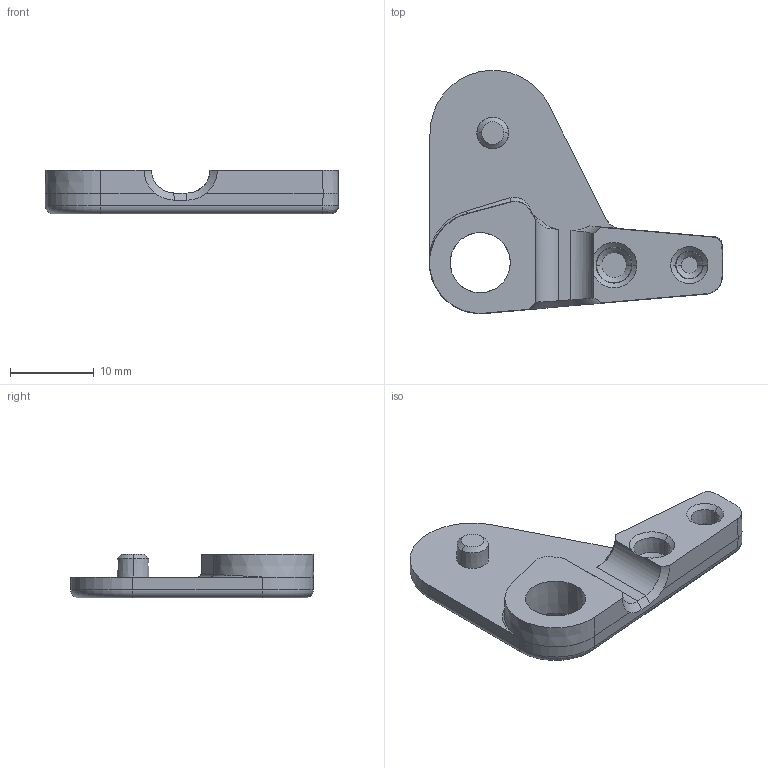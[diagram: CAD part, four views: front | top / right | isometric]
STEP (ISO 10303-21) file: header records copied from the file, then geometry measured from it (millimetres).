
FILE_DESCRIPTION (( 'STEP AP203' ), '1' );
FILE_NAME ('1817.STEP', '2014-09-08T14:14:24', ( '' ), ( '' ), 'SwSTEP 2.0', 'SolidWorks 2014', '' );
FILE_SCHEMA (( 'CONFIG_CONTROL_DESIGN' ));
Length unit declared in the file: millimetre
Products named in the file (1): 1817
Bounding box: 35.1 x 29.07 x 5.25 mm (x, y, z)
Volume: 1920.1 mm3; surface area: 1837.5 mm2
Topology: 1 solids, 1 shells, 100 faces, 245 edges, 149 vertices
Faces by surface type: cone 41, plane 24, bspline 18, torus 8, cylinder 8, sphere 1
Entity records: 3802 total; most frequent: CARTESIAN_POINT 1557, ORIENTED_EDGE 486, DIRECTION 410, EDGE_CURVE 243, AXIS2_PLACEMENT_3D 167, VERTEX_POINT 149, EDGE_LOOP 106, ADVANCED_FACE 100
